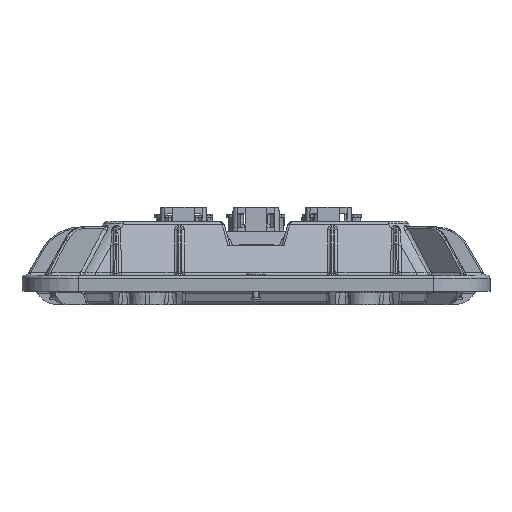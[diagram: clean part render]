
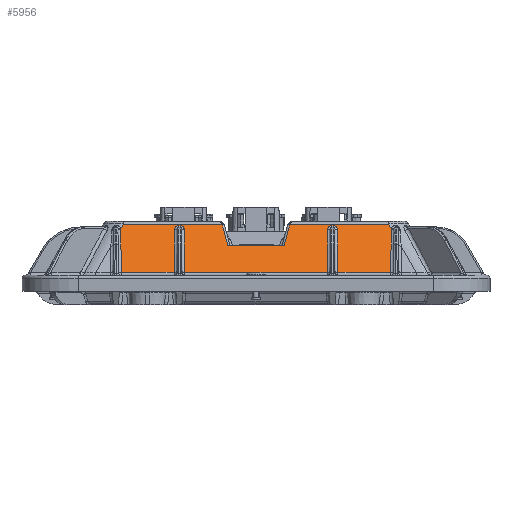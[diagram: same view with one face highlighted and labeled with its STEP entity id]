
A CAD part, left-side view. The second image highlights one B-rep face of the part: STEP entity #5956.
In plain terms, the highlighted planar face has unit normal (-0.866, 0, 0.5).
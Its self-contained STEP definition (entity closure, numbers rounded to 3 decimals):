
#5956=ADVANCED_FACE('',(#10332),#9066,.T.);
#9066=PLANE('',#64776);
#10332=FACE_OUTER_BOUND('',#13295,.T.);
#13295=EDGE_LOOP('',(#18207,#18208,#18209,#18210,#18211,#18212,#18213,#18214,
#18215,#18216,#18217,#18218,#18219,#18220,#18221,#18222,#18223,#18224,#18225,
#18226,#18227,#18228,#18229,#18230,#18231,#18232));
#16811=ELLIPSE('',#64768,1.386,1.2);
#16812=ELLIPSE('',#64769,1.732,1.5);
#16813=ELLIPSE('',#64770,1.732,1.5);
#16814=ELLIPSE('',#64771,1.732,1.5);
#16815=ELLIPSE('',#64772,1.732,1.5);
#16816=ELLIPSE('',#64773,1.732,1.5);
#16817=ELLIPSE('',#64774,1.732,1.5);
#16818=ELLIPSE('',#64775,1.386,1.2);
#18207=ORIENTED_EDGE('',*,*,#38471,.T.);
#18208=ORIENTED_EDGE('',*,*,#38472,.T.);
#18209=ORIENTED_EDGE('',*,*,#38473,.T.);
#18210=ORIENTED_EDGE('',*,*,#38474,.T.);
#18211=ORIENTED_EDGE('',*,*,#38475,.T.);
#18212=ORIENTED_EDGE('',*,*,#38476,.T.);
#18213=ORIENTED_EDGE('',*,*,#38477,.T.);
#18214=ORIENTED_EDGE('',*,*,#38478,.T.);
#18215=ORIENTED_EDGE('',*,*,#38479,.T.);
#18216=ORIENTED_EDGE('',*,*,#38480,.T.);
#18217=ORIENTED_EDGE('',*,*,#38481,.T.);
#18218=ORIENTED_EDGE('',*,*,#38482,.T.);
#18219=ORIENTED_EDGE('',*,*,#38483,.T.);
#18220=ORIENTED_EDGE('',*,*,#38484,.T.);
#18221=ORIENTED_EDGE('',*,*,#38485,.T.);
#18222=ORIENTED_EDGE('',*,*,#38486,.T.);
#18223=ORIENTED_EDGE('',*,*,#38487,.T.);
#18224=ORIENTED_EDGE('',*,*,#38488,.T.);
#18225=ORIENTED_EDGE('',*,*,#38489,.T.);
#18226=ORIENTED_EDGE('',*,*,#38490,.T.);
#18227=ORIENTED_EDGE('',*,*,#38435,.T.);
#18228=ORIENTED_EDGE('',*,*,#38491,.T.);
#18229=ORIENTED_EDGE('',*,*,#38492,.T.);
#18230=ORIENTED_EDGE('',*,*,#38493,.T.);
#18231=ORIENTED_EDGE('',*,*,#38079,.F.);
#18232=ORIENTED_EDGE('',*,*,#38494,.T.);
#33247=VERTEX_POINT('',#86622);
#33248=VERTEX_POINT('',#86624);
#33601=VERTEX_POINT('',#88357);
#33602=VERTEX_POINT('',#88359);
#33635=VERTEX_POINT('',#88537);
#33636=VERTEX_POINT('',#88538);
#33637=VERTEX_POINT('',#88540);
#33638=VERTEX_POINT('',#88542);
#33639=VERTEX_POINT('',#88544);
#33640=VERTEX_POINT('',#88546);
#33641=VERTEX_POINT('',#88548);
#33642=VERTEX_POINT('',#88550);
#33643=VERTEX_POINT('',#88552);
#33644=VERTEX_POINT('',#88554);
#33645=VERTEX_POINT('',#88556);
#33646=VERTEX_POINT('',#88558);
#33647=VERTEX_POINT('',#88560);
#33648=VERTEX_POINT('',#88562);
#33649=VERTEX_POINT('',#88564);
#33650=VERTEX_POINT('',#88566);
#33651=VERTEX_POINT('',#88568);
#33652=VERTEX_POINT('',#88570);
#33653=VERTEX_POINT('',#88572);
#33654=VERTEX_POINT('',#88574);
#33655=VERTEX_POINT('',#88577);
#33656=VERTEX_POINT('',#88579);
#38079=EDGE_CURVE('',#33247,#33248,#51867,.T.);
#38435=EDGE_CURVE('',#33602,#33601,#52023,.T.);
#38471=EDGE_CURVE('',#33635,#33636,#16811,.T.);
#38472=EDGE_CURVE('',#33636,#33637,#52034,.T.);
#38473=EDGE_CURVE('',#33637,#33638,#52035,.T.);
#38474=EDGE_CURVE('',#33638,#33639,#16812,.T.);
#38475=EDGE_CURVE('',#33639,#33640,#52036,.T.);
#38476=EDGE_CURVE('',#33640,#33641,#52037,.T.);
#38477=EDGE_CURVE('',#33641,#33642,#52038,.T.);
#38478=EDGE_CURVE('',#33642,#33643,#16813,.T.);
#38479=EDGE_CURVE('',#33643,#33644,#52039,.T.);
#38480=EDGE_CURVE('',#33644,#33645,#16814,.T.);
#38481=EDGE_CURVE('',#33645,#33646,#52040,.T.);
#38482=EDGE_CURVE('',#33646,#33647,#52041,.T.);
#38483=EDGE_CURVE('',#33647,#33648,#52042,.T.);
#38484=EDGE_CURVE('',#33648,#33649,#16815,.T.);
#38485=EDGE_CURVE('',#33649,#33650,#52043,.T.);
#38486=EDGE_CURVE('',#33650,#33651,#16816,.T.);
#38487=EDGE_CURVE('',#33651,#33652,#52044,.T.);
#38488=EDGE_CURVE('',#33652,#33653,#52045,.T.);
#38489=EDGE_CURVE('',#33653,#33654,#52046,.T.);
#38490=EDGE_CURVE('',#33654,#33602,#16817,.T.);
#38491=EDGE_CURVE('',#33601,#33655,#52047,.T.);
#38492=EDGE_CURVE('',#33655,#33656,#16818,.T.);
#38493=EDGE_CURVE('',#33656,#33248,#52048,.T.);
#38494=EDGE_CURVE('',#33247,#33635,#52049,.T.);
#51867=LINE('',#86623,#56643);
#52023=LINE('',#88358,#56799);
#52034=LINE('',#88539,#56810);
#52035=LINE('',#88541,#56811);
#52036=LINE('',#88545,#56812);
#52037=LINE('',#88547,#56813);
#52038=LINE('',#88549,#56814);
#52039=LINE('',#88553,#56815);
#52040=LINE('',#88557,#56816);
#52041=LINE('',#88559,#56817);
#52042=LINE('',#88561,#56818);
#52043=LINE('',#88565,#56819);
#52044=LINE('',#88569,#56820);
#52045=LINE('',#88571,#56821);
#52046=LINE('',#88573,#56822);
#52047=LINE('',#88576,#56823);
#52048=LINE('',#88580,#56824);
#52049=LINE('',#88581,#56825);
#56643=VECTOR('',#70659,1.);
#56799=VECTOR('',#71015,1.);
#56810=VECTOR('',#71070,1.);
#56811=VECTOR('',#71071,1.);
#56812=VECTOR('',#71074,1.);
#56813=VECTOR('',#71075,1.);
#56814=VECTOR('',#71076,1.);
#56815=VECTOR('',#71079,1.);
#56816=VECTOR('',#71082,1.);
#56817=VECTOR('',#71083,1.);
#56818=VECTOR('',#71084,1.);
#56819=VECTOR('',#71087,1.);
#56820=VECTOR('',#71090,1.);
#56821=VECTOR('',#71091,1.);
#56822=VECTOR('',#71092,1.);
#56823=VECTOR('',#71095,1.);
#56824=VECTOR('',#71098,1.);
#56825=VECTOR('',#71099,1.);
#64768=AXIS2_PLACEMENT_3D('',#88536,#71068,#71069);
#64769=AXIS2_PLACEMENT_3D('',#88543,#71072,#71073);
#64770=AXIS2_PLACEMENT_3D('',#88551,#71077,#71078);
#64771=AXIS2_PLACEMENT_3D('',#88555,#71080,#71081);
#64772=AXIS2_PLACEMENT_3D('',#88563,#71085,#71086);
#64773=AXIS2_PLACEMENT_3D('',#88567,#71088,#71089);
#64774=AXIS2_PLACEMENT_3D('',#88575,#71093,#71094);
#64775=AXIS2_PLACEMENT_3D('',#88578,#71096,#71097);
#64776=AXIS2_PLACEMENT_3D('',#88582,#71100,#71101);
#70659=DIRECTION('',(0.,-1.,0.));
#71015=DIRECTION('',(0.447,0.447,0.775));
#71068=DIRECTION('',(-0.866,0.,0.5));
#71069=DIRECTION('',(0.5,0.,0.866));
#71070=DIRECTION('',(0.,1.,0.));
#71071=DIRECTION('',(-0.447,0.447,-0.775));
#71072=DIRECTION('',(0.866,0.,-0.5));
#71073=DIRECTION('',(0.5,0.,0.866));
#71074=DIRECTION('',(-0.5,-0.008,-0.866));
#71075=DIRECTION('',(0.,-1.,0.));
#71076=DIRECTION('',(0.5,-0.008,0.866));
#71077=DIRECTION('',(0.866,0.,-0.5));
#71078=DIRECTION('',(0.5,0.,0.866));
#71079=DIRECTION('',(0.,-1.,0.));
#71080=DIRECTION('',(0.866,0.,-0.5));
#71081=DIRECTION('',(0.5,0.,0.866));
#71082=DIRECTION('',(-0.5,-0.008,-0.866));
#71083=DIRECTION('',(0.,-1.,0.));
#71084=DIRECTION('',(0.5,-0.008,0.866));
#71085=DIRECTION('',(0.866,0.,-0.5));
#71086=DIRECTION('',(0.5,0.,0.866));
#71087=DIRECTION('',(0.,-1.,0.));
#71088=DIRECTION('',(0.866,0.,-0.5));
#71089=DIRECTION('',(0.5,0.,0.866));
#71090=DIRECTION('',(-0.5,-0.008,-0.866));
#71091=DIRECTION('',(0.,-1.,0.));
#71092=DIRECTION('',(0.5,-0.008,0.866));
#71093=DIRECTION('',(0.866,0.,-0.5));
#71094=DIRECTION('',(0.5,0.,0.866));
#71095=DIRECTION('',(0.,1.,0.));
#71096=DIRECTION('',(-0.866,0.,0.5));
#71097=DIRECTION('',(-0.5,0.,-0.866));
#71098=DIRECTION('',(-0.487,0.226,-0.844));
#71099=DIRECTION('',(0.487,0.226,0.844));
#71100=DIRECTION('',(-0.866,0.,0.5));
#71101=DIRECTION('',(0.5,0.,0.866));
#86622=CARTESIAN_POINT('',(-66.111,9.721,12.7));
#86623=CARTESIAN_POINT('',(-66.111,0.,12.7));
#86624=CARTESIAN_POINT('',(-66.111,-9.721,12.7));
#88357=CARTESIAN_POINT('',(-61.781,-45.853,20.2));
#88358=CARTESIAN_POINT('',(-60.786,-44.857,21.924));
#88359=CARTESIAN_POINT('',(-62.753,-46.825,18.516));
#88536=CARTESIAN_POINT('',(-62.127,12.812,19.6));
#88537=CARTESIAN_POINT('',(-61.948,11.653,19.911));
#88538=CARTESIAN_POINT('',(-61.781,11.773,20.2));
#88539=CARTESIAN_POINT('',(-61.781,0.,20.2));
#88540=CARTESIAN_POINT('',(-61.781,45.853,20.2));
#88541=CARTESIAN_POINT('',(-60.786,44.857,21.924));
#88542=CARTESIAN_POINT('',(-62.753,46.825,18.516));
#88543=CARTESIAN_POINT('',(-62.936,48.291,18.2));
#88544=CARTESIAN_POINT('',(-62.928,46.791,18.213));
#88545=CARTESIAN_POINT('',(-72.176,46.652,2.195));
#88546=CARTESIAN_POINT('',(-71.423,46.663,3.5));
#88547=CARTESIAN_POINT('',(-71.423,27.35,3.5));
#88548=CARTESIAN_POINT('',(-71.423,28.337,3.5));
#88549=CARTESIAN_POINT('',(-62.641,28.204,18.711));
#88550=CARTESIAN_POINT('',(-62.928,28.209,18.213));
#88551=CARTESIAN_POINT('',(-62.936,26.709,18.2));
#88552=CARTESIAN_POINT('',(-62.07,26.709,19.7));
#88553=CARTESIAN_POINT('',(-62.07,26.291,19.7));
#88554=CARTESIAN_POINT('',(-62.07,26.291,19.7));
#88555=CARTESIAN_POINT('',(-62.936,26.291,18.2));
#88556=CARTESIAN_POINT('',(-62.928,24.791,18.213));
#88557=CARTESIAN_POINT('',(-72.093,24.653,2.339));
#88558=CARTESIAN_POINT('',(-71.423,24.663,3.5));
#88559=CARTESIAN_POINT('',(-71.423,-25.65,3.5));
#88560=CARTESIAN_POINT('',(-71.423,-24.663,3.5));
#88561=CARTESIAN_POINT('',(-62.641,-24.796,18.711));
#88562=CARTESIAN_POINT('',(-62.928,-24.791,18.213));
#88563=CARTESIAN_POINT('',(-62.936,-26.291,18.2));
#88564=CARTESIAN_POINT('',(-62.07,-26.291,19.7));
#88565=CARTESIAN_POINT('',(-62.07,-26.709,19.7));
#88566=CARTESIAN_POINT('',(-62.07,-26.709,19.7));
#88567=CARTESIAN_POINT('',(-62.936,-26.709,18.2));
#88568=CARTESIAN_POINT('',(-62.928,-28.209,18.213));
#88569=CARTESIAN_POINT('',(-71.893,-28.344,2.686));
#88570=CARTESIAN_POINT('',(-71.423,-28.337,3.5));
#88571=CARTESIAN_POINT('',(-71.423,-47.65,3.5));
#88572=CARTESIAN_POINT('',(-71.423,-46.663,3.5));
#88573=CARTESIAN_POINT('',(-72.176,-46.652,2.195));
#88574=CARTESIAN_POINT('',(-62.928,-46.791,18.213));
#88575=CARTESIAN_POINT('',(-62.936,-48.291,18.2));
#88576=CARTESIAN_POINT('',(-61.781,0.,20.2));
#88577=CARTESIAN_POINT('',(-61.781,-11.773,20.2));
#88578=CARTESIAN_POINT('',(-62.127,-12.812,19.6));
#88579=CARTESIAN_POINT('',(-61.948,-11.653,19.911));
#88580=CARTESIAN_POINT('',(-72.769,-6.631,1.167));
#88581=CARTESIAN_POINT('',(-72.769,6.631,1.167));
#88582=CARTESIAN_POINT('',(-72.,0.,2.5));
